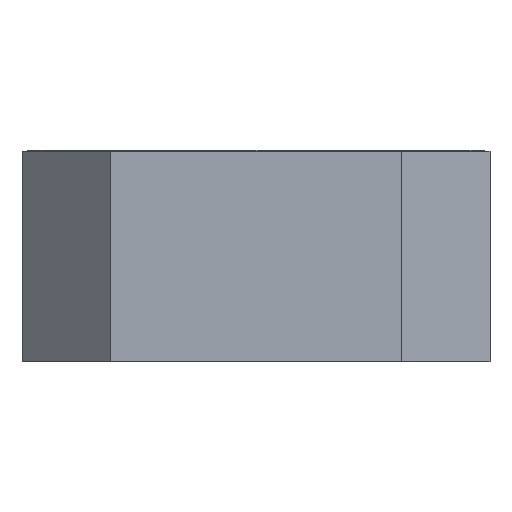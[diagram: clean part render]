
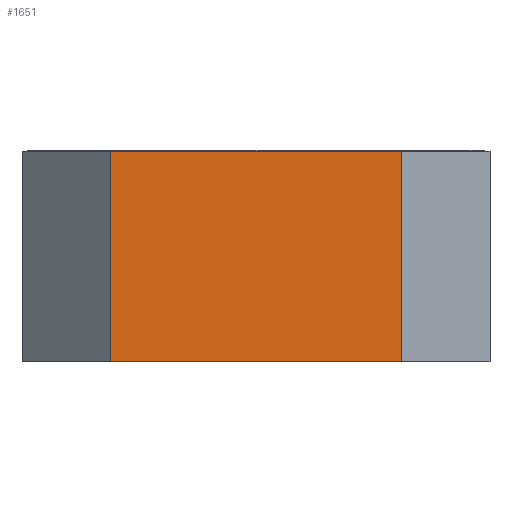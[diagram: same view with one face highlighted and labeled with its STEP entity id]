
A CAD part, left-side view. The second image highlights one B-rep face of the part: STEP entity #1651.
In plain terms, the highlighted planar face has unit normal (-1, 0, 0).
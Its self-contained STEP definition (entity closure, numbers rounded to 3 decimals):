
#1485 = VERTEX_POINT('',#1486);
#1486 = CARTESIAN_POINT('',(-1.99,1.24,1.79));
#1492 = EDGE_CURVE('',#1485,#1493,#1495,.T.);
#1493 = VERTEX_POINT('',#1494);
#1494 = CARTESIAN_POINT('',(-1.99,-1.24,1.79));
#1495 = LINE('',#1496,#1497);
#1496 = CARTESIAN_POINT('',(-1.99,3.23,1.79));
#1497 = VECTOR('',#1498,1.);
#1498 = DIRECTION('',(0.,-1.,0.));
#1651 = ADVANCED_FACE('',(#1652),#1677,.F.);
#1652 = FACE_BOUND('',#1653,.T.);
#1653 = EDGE_LOOP('',(#1654,#1662,#1670,#1676));
#1654 = ORIENTED_EDGE('',*,*,#1655,.F.);
#1655 = EDGE_CURVE('',#1656,#1485,#1658,.T.);
#1656 = VERTEX_POINT('',#1657);
#1657 = CARTESIAN_POINT('',(-1.99,1.24,0.));
#1658 = LINE('',#1659,#1660);
#1659 = CARTESIAN_POINT('',(-1.99,1.24,1.8));
#1660 = VECTOR('',#1661,1.);
#1661 = DIRECTION('',(0.,0.,1.));
#1662 = ORIENTED_EDGE('',*,*,#1663,.F.);
#1663 = EDGE_CURVE('',#1664,#1656,#1666,.T.);
#1664 = VERTEX_POINT('',#1665);
#1665 = CARTESIAN_POINT('',(-1.99,-1.24,0.));
#1666 = LINE('',#1667,#1668);
#1667 = CARTESIAN_POINT('',(-1.99,1.99,0.));
#1668 = VECTOR('',#1669,1.);
#1669 = DIRECTION('',(0.,1.,0.));
#1670 = ORIENTED_EDGE('',*,*,#1671,.F.);
#1671 = EDGE_CURVE('',#1493,#1664,#1672,.T.);
#1672 = LINE('',#1673,#1674);
#1673 = CARTESIAN_POINT('',(-1.99,-1.24,1.8));
#1674 = VECTOR('',#1675,1.);
#1675 = DIRECTION('',(-0.,0.,-1.));
#1676 = ORIENTED_EDGE('',*,*,#1492,.F.);
#1677 = PLANE('',#1678);
#1678 = AXIS2_PLACEMENT_3D('',#1679,#1680,#1681);
#1679 = CARTESIAN_POINT('',(-1.99,1.99,1.8));
#1680 = DIRECTION('',(1.,0.,0.));
#1681 = DIRECTION('',(0.,1.,0.));
